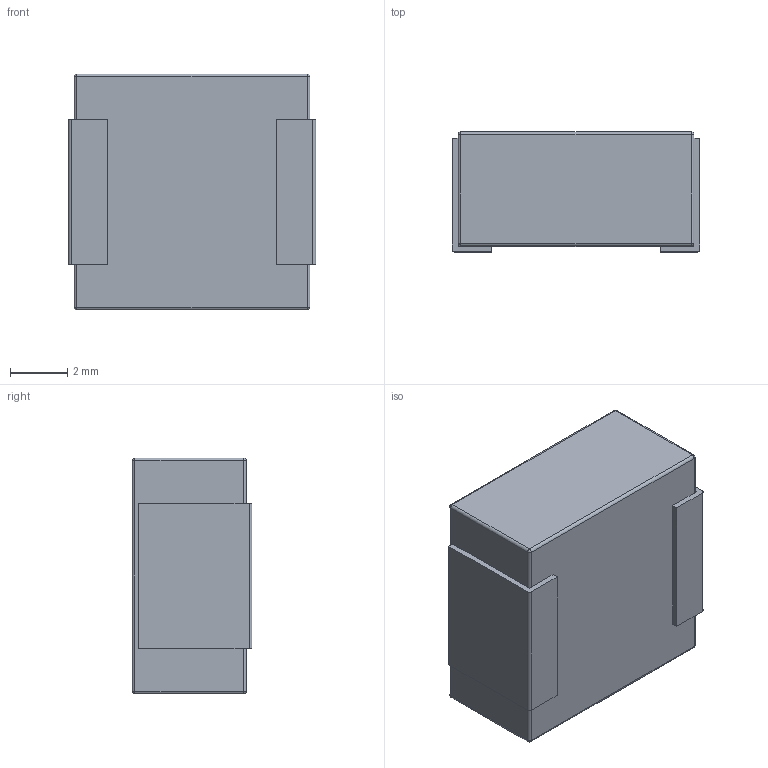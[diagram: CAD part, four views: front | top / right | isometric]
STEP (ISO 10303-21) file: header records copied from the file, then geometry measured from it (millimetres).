
FILE_DESCRIPTION (( 'STEP AP214' ), '1' );
FILE_NAME ('IHLP-3232DZ-01.STEP', '2017-03-05T19:18:32', ( '' ), ( '' ), 'SwSTEP 2.0', 'SolidWorks 2016', '' );
FILE_SCHEMA (( 'AUTOMOTIVE_DESIGN' ));
Length unit declared in the file: millimetre
Products named in the file (1): IHLP-3232DZ-01
Bounding box: 8.66 x 4.2 x 8.26 mm (x, y, z)
Volume: 283.2 mm3; surface area: 378.1 mm2
Topology: 3 solids, 3 shells, 197 faces, 515 edges, 330 vertices
Faces by surface type: bspline 99, plane 76, cylinder 14, sphere 8
Entity records: 11381 total; most frequent: CARTESIAN_POINT 6694, ORIENTED_EDGE 1014, DIRECTION 535, EDGE_CURVE 507, VERTEX_POINT 330, VECTOR 281, LINE 281, EDGE_LOOP 211
